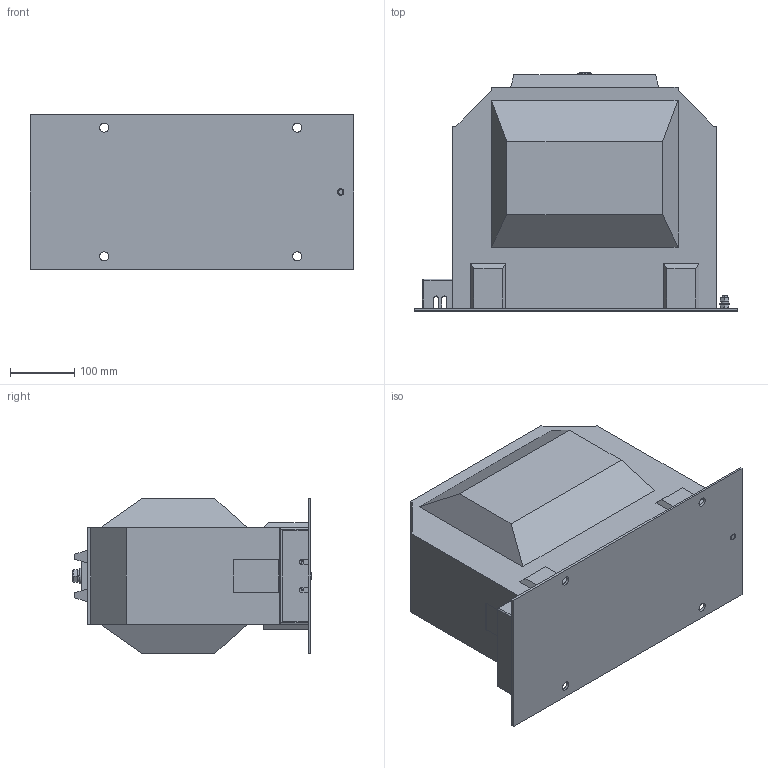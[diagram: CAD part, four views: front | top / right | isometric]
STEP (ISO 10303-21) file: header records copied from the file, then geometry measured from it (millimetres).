
FILE_DESCRIPTION (( 'STEP AP214' ), '1' );
FILE_NAME ('ﾍﾈﾎﾋ-ﾑﾒ-3-4ﾌ_ﾍﾈﾎﾋ-ﾑﾒ-6-4ﾌ_ﾍﾈﾎﾋ-ﾑﾒ-10-4ﾌ.STEP', '2023-08-09T19:45:22', ( '' ), ( '' ), 'SwSTEP 2.0', 'SolidWorks 2019', '' );
FILE_SCHEMA (( 'AUTOMOTIVE_DESIGN' ));
Length unit declared in the file: millimetre
Products named in the file (1): ﾍﾈﾎﾋ-ﾑﾒ-3-4ﾌ_ﾍﾈﾎﾋ-ﾑﾒ-6-4ﾌ_ﾍﾈﾎﾋ-ﾑﾒ-10-4ﾌ
Bounding box: 502 x 370.6 x 240 mm (x, y, z)
Volume: 25411469.6 mm3; surface area: 708529.9 mm2
Topology: 22 solids, 22 shells, 557 faces, 1402 edges, 912 vertices
Faces by surface type: plane 317, cylinder 107, bspline 64, cone 51, torus 12, sphere 6
Entity records: 25748 total; most frequent: CARTESIAN_POINT 6372, ORIENTED_EDGE 2792, DIRECTION 2476, EDGE_CURVE 1396, VERTEX_POINT 912, LINE 828, VECTOR 828, AXIS2_PLACEMENT_3D 824
